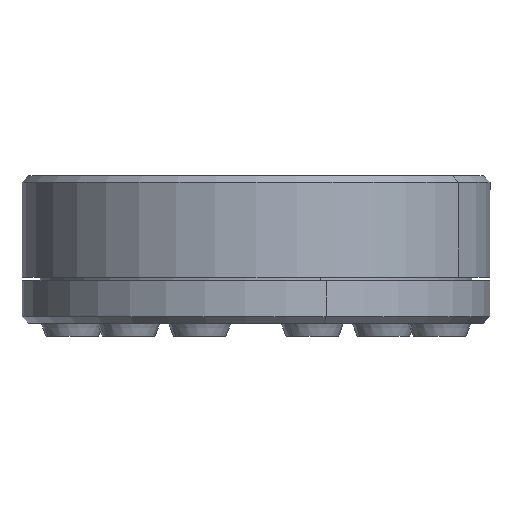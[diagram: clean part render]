
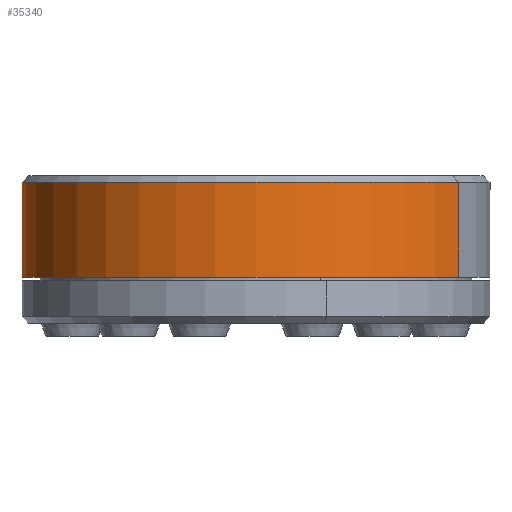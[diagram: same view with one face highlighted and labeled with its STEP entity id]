
A CAD part, front view. The second image highlights one B-rep face of the part: STEP entity #35340.
In plain terms, the highlighted cylindrical face has radius 71.5 mm (diameter 143 mm), a partial arc.
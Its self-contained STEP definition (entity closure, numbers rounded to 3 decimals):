
#669 = CARTESIAN_POINT ( 'NONE',  ( 0., 0., 31. ) ) ;
#2583 = CARTESIAN_POINT ( 'NONE',  ( -71.5, 0., 2. ) ) ;
#3566 = VECTOR ( 'NONE', #21930, 1000. ) ;
#5779 = CIRCLE ( 'NONE', #13882, 71.5 ) ;
#6726 = DIRECTION ( 'NONE',  ( 1., 0., 0. ) ) ;
#6861 = VERTEX_POINT ( 'NONE', #13806 ) ;
#7098 = DIRECTION ( 'NONE',  ( 0., 0., 1. ) ) ;
#8430 = CARTESIAN_POINT ( 'NONE',  ( -71.5, 0., 31. ) ) ;
#9401 = ORIENTED_EDGE ( 'NONE', *, *, #13816, .F. ) ;
#9444 = LINE ( 'NONE', #18021, #29642 ) ;
#10041 = LINE ( 'NONE', #24470, #3566 ) ;
#10841 = AXIS2_PLACEMENT_3D ( 'NONE', #669, #7098, #6726 ) ;
#12547 = DIRECTION ( 'NONE',  ( 0., 0., 1. ) ) ;
#12696 = VERTEX_POINT ( 'NONE', #8430 ) ;
#13042 = CYLINDRICAL_SURFACE ( 'NONE', #34016, 71.5 ) ;
#13806 = CARTESIAN_POINT ( 'NONE',  ( 71.5, 0., 31. ) ) ;
#13816 = EDGE_CURVE ( 'NONE', #12696, #6861, #23916, .T. ) ;
#13882 = AXIS2_PLACEMENT_3D ( 'NONE', #24428, #12547, #30480 ) ;
#17474 = EDGE_CURVE ( 'NONE', #6861, #30177, #10041, .T. ) ;
#18021 = CARTESIAN_POINT ( 'NONE',  ( -71.5, 0., 31. ) ) ;
#19216 = EDGE_CURVE ( 'NONE', #30370, #30177, #5779, .T. ) ;
#21424 = FACE_OUTER_BOUND ( 'NONE', #22846, .T. ) ;
#21930 = DIRECTION ( 'NONE',  ( 0., 0., -1. ) ) ;
#22005 = DIRECTION ( 'NONE',  ( 0., 0., -1. ) ) ;
#22846 = EDGE_LOOP ( 'NONE', ( #28774, #9401, #29635, #29541 ) ) ;
#22999 = EDGE_CURVE ( 'NONE', #12696, #30370, #9444, .T. ) ;
#23916 = CIRCLE ( 'NONE', #10841, 71.5 ) ;
#24428 = CARTESIAN_POINT ( 'NONE',  ( 0., 0., 2. ) ) ;
#24470 = CARTESIAN_POINT ( 'NONE',  ( 71.5, 0., 31. ) ) ;
#25420 = CARTESIAN_POINT ( 'NONE',  ( 71.5, 0., 2. ) ) ;
#28774 = ORIENTED_EDGE ( 'NONE', *, *, #17474, .F. ) ;
#29541 = ORIENTED_EDGE ( 'NONE', *, *, #19216, .T. ) ;
#29635 = ORIENTED_EDGE ( 'NONE', *, *, #22999, .T. ) ;
#29642 = VECTOR ( 'NONE', #33030, 1000. ) ;
#30177 = VERTEX_POINT ( 'NONE', #25420 ) ;
#30370 = VERTEX_POINT ( 'NONE', #2583 ) ;
#30480 = DIRECTION ( 'NONE',  ( 1., 0., 0. ) ) ;
#33030 = DIRECTION ( 'NONE',  ( 0., 0., -1. ) ) ;
#34016 = AXIS2_PLACEMENT_3D ( 'NONE', #36804, #22005, #34455 ) ;
#34455 = DIRECTION ( 'NONE',  ( -1., 0., 0. ) ) ;
#35340 = ADVANCED_FACE ( 'NONE', ( #21424 ), #13042, .T. ) ;
#36804 = CARTESIAN_POINT ( 'NONE',  ( 0., 0., 31. ) ) ;
